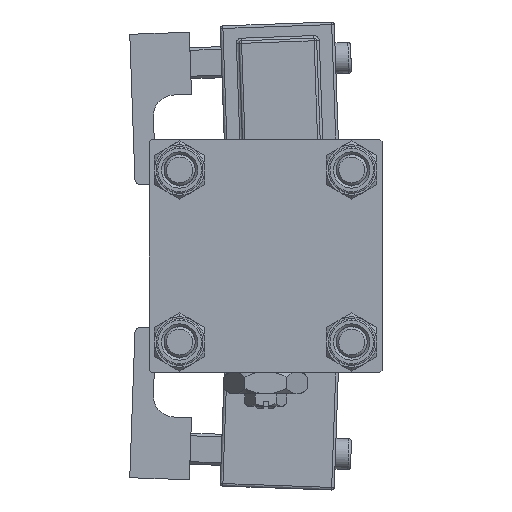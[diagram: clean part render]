
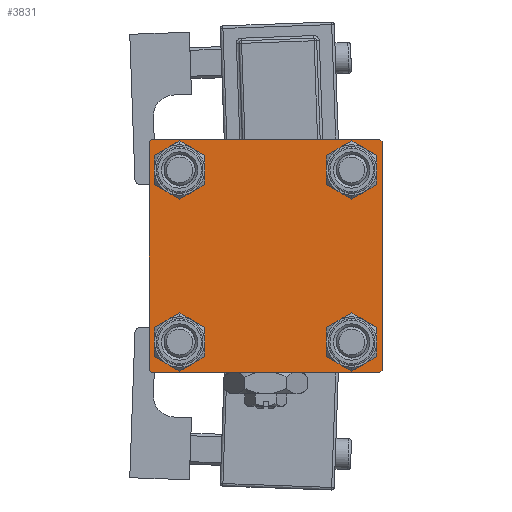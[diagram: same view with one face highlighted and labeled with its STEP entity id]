
A CAD part, left-side view. The second image highlights one B-rep face of the part: STEP entity #3831.
In plain terms, the highlighted planar face has unit normal (-1, 0, 0).
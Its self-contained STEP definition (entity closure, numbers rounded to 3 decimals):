
#176 = CIRCLE ( 'NONE', #53786, 3.5 ) ;
#640 = VERTEX_POINT ( 'NONE', #51345 ) ;
#2134 = EDGE_LOOP ( 'NONE', ( #4796, #43825 ) ) ;
#2234 = AXIS2_PLACEMENT_3D ( 'NONE', #39664, #18885, #35387 ) ;
#2696 = EDGE_LOOP ( 'NONE', ( #42413, #18002 ) ) ;
#3033 = ORIENTED_EDGE ( 'NONE', *, *, #54567, .F. ) ;
#3169 = CARTESIAN_POINT ( 'NONE',  ( 0., 22.5, 22.5 ) ) ;
#3831 = ADVANCED_FACE ( 'NONE', ( #56265, #17571, #5059, #12733, #25536 ), #4199, .T. ) ;
#3984 = CARTESIAN_POINT ( 'NONE',  ( 0., 22.25, 22.25 ) ) ;
#4008 = VERTEX_POINT ( 'NONE', #32582 ) ;
#4199 = PLANE ( 'NONE',  #52045 ) ;
#4796 = ORIENTED_EDGE ( 'NONE', *, *, #24589, .T. ) ;
#5059 = FACE_BOUND ( 'NONE', #2134, .T. ) ;
#5745 = LINE ( 'NONE', #27067, #39820 ) ;
#6204 = VERTEX_POINT ( 'NONE', #12829 ) ;
#8384 = EDGE_CURVE ( 'NONE', #4008, #13936, #26695, .T. ) ;
#8460 = CARTESIAN_POINT ( 'NONE',  ( 0., -16.6, 16.6 ) ) ;
#8984 = CARTESIAN_POINT ( 'NONE',  ( 0., -16.6, 13.1 ) ) ;
#9225 = LINE ( 'NONE', #18304, #43902 ) ;
#9399 = CIRCLE ( 'NONE', #28462, 3.5 ) ;
#9514 = CIRCLE ( 'NONE', #34913, 3.5 ) ;
#9615 = CARTESIAN_POINT ( 'NONE',  ( 0., -22., 22.5 ) ) ;
#9701 = EDGE_CURVE ( 'NONE', #39751, #39875, #9399, .T. ) ;
#9731 = CARTESIAN_POINT ( 'NONE',  ( 0., -22.5, 22. ) ) ;
#9742 = DIRECTION ( 'NONE',  ( 1., 0., 0. ) ) ;
#9806 = VERTEX_POINT ( 'NONE', #25498 ) ;
#9839 = EDGE_LOOP ( 'NONE', ( #33660, #53471 ) ) ;
#9862 = VECTOR ( 'NONE', #20434, 1000. ) ;
#10240 = EDGE_CURVE ( 'NONE', #23712, #44694, #9225, .T. ) ;
#10474 = CARTESIAN_POINT ( 'NONE',  ( 0., 16.6, -16.6 ) ) ;
#10926 = LINE ( 'NONE', #29676, #46803 ) ;
#10975 = ORIENTED_EDGE ( 'NONE', *, *, #10240, .F. ) ;
#12733 = FACE_BOUND ( 'NONE', #9839, .T. ) ;
#12829 = CARTESIAN_POINT ( 'NONE',  ( 0., 16.6, 13.1 ) ) ;
#13572 = DIRECTION ( 'NONE',  ( 1., 0., 0. ) ) ;
#13698 = CIRCLE ( 'NONE', #45482, 3.5 ) ;
#13936 = VERTEX_POINT ( 'NONE', #55954 ) ;
#14253 = DIRECTION ( 'NONE',  ( 0., 0., 1. ) ) ;
#14526 = DIRECTION ( 'NONE',  ( 1., 0., 0. ) ) ;
#15153 = EDGE_CURVE ( 'NONE', #39875, #39751, #13698, .T. ) ;
#16491 = DIRECTION ( 'NONE',  ( 0., 0.707, -0.707 ) ) ;
#17102 = EDGE_CURVE ( 'NONE', #42577, #6204, #35488, .T. ) ;
#17571 = FACE_BOUND ( 'NONE', #22107, .T. ) ;
#18002 = ORIENTED_EDGE ( 'NONE', *, *, #15153, .T. ) ;
#18203 = VERTEX_POINT ( 'NONE', #55833 ) ;
#18266 = CARTESIAN_POINT ( 'NONE',  ( 0., 16.6, -16.6 ) ) ;
#18304 = CARTESIAN_POINT ( 'NONE',  ( 0., -22.5, 22.5 ) ) ;
#18530 = DIRECTION ( 'NONE',  ( 0., -1., 0. ) ) ;
#18885 = DIRECTION ( 'NONE',  ( 1., 0., 0. ) ) ;
#18996 = CARTESIAN_POINT ( 'NONE',  ( 0., -16.6, 16.6 ) ) ;
#20123 = DIRECTION ( 'NONE',  ( 1., 0., 0. ) ) ;
#20207 = CARTESIAN_POINT ( 'NONE',  ( 0., 22., 22.5 ) ) ;
#20424 = ORIENTED_EDGE ( 'NONE', *, *, #48787, .T. ) ;
#20434 = DIRECTION ( 'NONE',  ( 0., -0.707, -0.707 ) ) ;
#21262 = VECTOR ( 'NONE', #55417, 1000. ) ;
#21646 = LINE ( 'NONE', #47806, #30526 ) ;
#22107 = EDGE_LOOP ( 'NONE', ( #23990, #51446 ) ) ;
#23127 = VERTEX_POINT ( 'NONE', #20207 ) ;
#23712 = VERTEX_POINT ( 'NONE', #9731 ) ;
#23990 = ORIENTED_EDGE ( 'NONE', *, *, #51926, .T. ) ;
#24589 = EDGE_CURVE ( 'NONE', #13936, #4008, #9514, .T. ) ;
#24769 = EDGE_CURVE ( 'NONE', #26421, #46633, #41556, .T. ) ;
#25391 = VERTEX_POINT ( 'NONE', #9615 ) ;
#25498 = CARTESIAN_POINT ( 'NONE',  ( 0., 22., -22.5 ) ) ;
#25536 = FACE_OUTER_BOUND ( 'NONE', #35311, .T. ) ;
#25802 = DIRECTION ( 'NONE',  ( 0., 0., 1. ) ) ;
#26104 = DIRECTION ( 'NONE',  ( -1., 0., 0. ) ) ;
#26421 = VERTEX_POINT ( 'NONE', #41144 ) ;
#26572 = DIRECTION ( 'NONE',  ( 0., 0., -1. ) ) ;
#26695 = CIRCLE ( 'NONE', #38483, 3.5 ) ;
#27067 = CARTESIAN_POINT ( 'NONE',  ( 0., 22.5, 22.5 ) ) ;
#27829 = DIRECTION ( 'NONE',  ( 0., 0., 1. ) ) ;
#27894 = AXIS2_PLACEMENT_3D ( 'NONE', #53250, #14526, #14253 ) ;
#28366 = EDGE_CURVE ( 'NONE', #640, #44694, #55142, .T. ) ;
#28396 = CARTESIAN_POINT ( 'NONE',  ( 0., 22.25, -22.25 ) ) ;
#28414 = DIRECTION ( 'NONE',  ( 1., 0., 0. ) ) ;
#28462 = AXIS2_PLACEMENT_3D ( 'NONE', #18996, #20123, #40881 ) ;
#28743 = EDGE_CURVE ( 'NONE', #18203, #47896, #46715, .T. ) ;
#29676 = CARTESIAN_POINT ( 'NONE',  ( 0., 22.5, -22.5 ) ) ;
#29777 = DIRECTION ( 'NONE',  ( 1., 0., 0. ) ) ;
#30526 = VECTOR ( 'NONE', #52089, 1000. ) ;
#30837 = ORIENTED_EDGE ( 'NONE', *, *, #36814, .T. ) ;
#32136 = CARTESIAN_POINT ( 'NONE',  ( 0., -16.6, -13.1 ) ) ;
#32582 = CARTESIAN_POINT ( 'NONE',  ( 0., 16.6, -20.1 ) ) ;
#32649 = LINE ( 'NONE', #28396, #9862 ) ;
#33660 = ORIENTED_EDGE ( 'NONE', *, *, #17102, .T. ) ;
#34913 = AXIS2_PLACEMENT_3D ( 'NONE', #18266, #9742, #35616 ) ;
#35185 = CARTESIAN_POINT ( 'NONE',  ( 0., 16.6, 16.6 ) ) ;
#35311 = EDGE_LOOP ( 'NONE', ( #39530, #46635, #20424, #40385, #10975, #36991, #3033, #30837 ) ) ;
#35387 = DIRECTION ( 'NONE',  ( 0., 0., 1. ) ) ;
#35488 = CIRCLE ( 'NONE', #44600, 3.5 ) ;
#35616 = DIRECTION ( 'NONE',  ( 0., 0., 1. ) ) ;
#36814 = EDGE_CURVE ( 'NONE', #23127, #26421, #38942, .T. ) ;
#36991 = ORIENTED_EDGE ( 'NONE', *, *, #47044, .T. ) ;
#37846 = EDGE_CURVE ( 'NONE', #6204, #42577, #176, .T. ) ;
#38483 = AXIS2_PLACEMENT_3D ( 'NONE', #10474, #40333, #27829 ) ;
#38942 = LINE ( 'NONE', #3984, #47390 ) ;
#39530 = ORIENTED_EDGE ( 'NONE', *, *, #24769, .T. ) ;
#39664 = CARTESIAN_POINT ( 'NONE',  ( 0., -16.6, -16.6 ) ) ;
#39751 = VERTEX_POINT ( 'NONE', #55653 ) ;
#39820 = VECTOR ( 'NONE', #18530, 1000. ) ;
#39875 = VERTEX_POINT ( 'NONE', #8984 ) ;
#40333 = DIRECTION ( 'NONE',  ( 1., 0., 0. ) ) ;
#40385 = ORIENTED_EDGE ( 'NONE', *, *, #28366, .T. ) ;
#40881 = DIRECTION ( 'NONE',  ( 0., 0., 1. ) ) ;
#41144 = CARTESIAN_POINT ( 'NONE',  ( 0., 22.5, 22. ) ) ;
#41491 = DIRECTION ( 'NONE',  ( 0., 0., 1. ) ) ;
#41556 = LINE ( 'NONE', #3169, #42166 ) ;
#42166 = VECTOR ( 'NONE', #50106, 1000. ) ;
#42413 = ORIENTED_EDGE ( 'NONE', *, *, #9701, .T. ) ;
#42463 = DIRECTION ( 'NONE',  ( 0., -1., 0. ) ) ;
#42577 = VERTEX_POINT ( 'NONE', #51257 ) ;
#43428 = DIRECTION ( 'NONE',  ( 0., 0., 1. ) ) ;
#43825 = ORIENTED_EDGE ( 'NONE', *, *, #8384, .T. ) ;
#43902 = VECTOR ( 'NONE', #26572, 1000. ) ;
#44600 = AXIS2_PLACEMENT_3D ( 'NONE', #54321, #28414, #41491 ) ;
#44694 = VERTEX_POINT ( 'NONE', #47510 ) ;
#45161 = CIRCLE ( 'NONE', #27894, 3.5 ) ;
#45482 = AXIS2_PLACEMENT_3D ( 'NONE', #8460, #29777, #25802 ) ;
#46633 = VERTEX_POINT ( 'NONE', #51878 ) ;
#46635 = ORIENTED_EDGE ( 'NONE', *, *, #54921, .T. ) ;
#46715 = CIRCLE ( 'NONE', #2234, 3.5 ) ;
#46803 = VECTOR ( 'NONE', #42463, 1000. ) ;
#47044 = EDGE_CURVE ( 'NONE', #23712, #25391, #21646, .T. ) ;
#47390 = VECTOR ( 'NONE', #16491, 1000. ) ;
#47510 = CARTESIAN_POINT ( 'NONE',  ( 0., -22.5, -22. ) ) ;
#47715 = CARTESIAN_POINT ( 'NONE',  ( 0., 0., 0. ) ) ;
#47806 = CARTESIAN_POINT ( 'NONE',  ( 0., -22.25, 22.25 ) ) ;
#47896 = VERTEX_POINT ( 'NONE', #32136 ) ;
#48270 = DIRECTION ( 'NONE',  ( 0., 0., 1. ) ) ;
#48787 = EDGE_CURVE ( 'NONE', #9806, #640, #10926, .T. ) ;
#50106 = DIRECTION ( 'NONE',  ( 0., 0., -1. ) ) ;
#51257 = CARTESIAN_POINT ( 'NONE',  ( 0., 16.6, 20.1 ) ) ;
#51345 = CARTESIAN_POINT ( 'NONE',  ( 0., -22., -22.5 ) ) ;
#51446 = ORIENTED_EDGE ( 'NONE', *, *, #28743, .T. ) ;
#51878 = CARTESIAN_POINT ( 'NONE',  ( 0., 22.5, -22. ) ) ;
#51926 = EDGE_CURVE ( 'NONE', #47896, #18203, #45161, .T. ) ;
#52045 = AXIS2_PLACEMENT_3D ( 'NONE', #47715, #26104, #43428 ) ;
#52089 = DIRECTION ( 'NONE',  ( 0., 0.707, 0.707 ) ) ;
#53250 = CARTESIAN_POINT ( 'NONE',  ( 0., -16.6, -16.6 ) ) ;
#53471 = ORIENTED_EDGE ( 'NONE', *, *, #37846, .T. ) ;
#53786 = AXIS2_PLACEMENT_3D ( 'NONE', #35185, #13572, #48270 ) ;
#54321 = CARTESIAN_POINT ( 'NONE',  ( 0., 16.6, 16.6 ) ) ;
#54567 = EDGE_CURVE ( 'NONE', #23127, #25391, #5745, .T. ) ;
#54863 = CARTESIAN_POINT ( 'NONE',  ( 0., -22.25, -22.25 ) ) ;
#54921 = EDGE_CURVE ( 'NONE', #46633, #9806, #32649, .T. ) ;
#55142 = LINE ( 'NONE', #54863, #21262 ) ;
#55417 = DIRECTION ( 'NONE',  ( 0., -0.707, 0.707 ) ) ;
#55653 = CARTESIAN_POINT ( 'NONE',  ( 0., -16.6, 20.1 ) ) ;
#55833 = CARTESIAN_POINT ( 'NONE',  ( 0., -16.6, -20.1 ) ) ;
#55954 = CARTESIAN_POINT ( 'NONE',  ( 0., 16.6, -13.1 ) ) ;
#56265 = FACE_BOUND ( 'NONE', #2696, .T. ) ;
